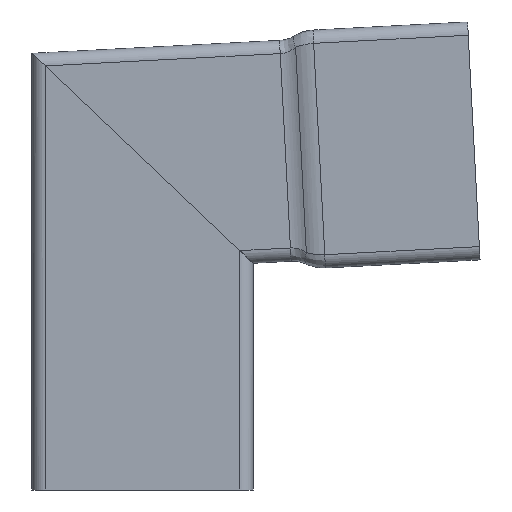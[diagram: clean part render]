
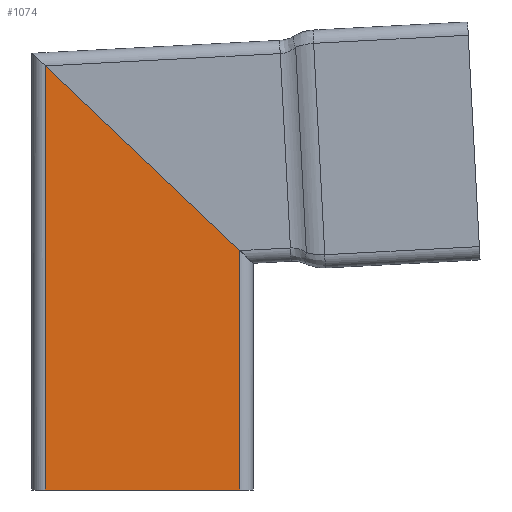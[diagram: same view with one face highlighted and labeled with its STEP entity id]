
A CAD part, left-side view. The second image highlights one B-rep face of the part: STEP entity #1074.
In plain terms, the highlighted planar face has unit normal (-1, 0, 0).
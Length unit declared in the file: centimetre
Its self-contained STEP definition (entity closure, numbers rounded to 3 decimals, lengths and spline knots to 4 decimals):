
#55=PLANE('',#1399);
#90=FACE_OUTER_BOUND('',#175,.T.);
#175=EDGE_LOOP('',(#704,#705,#706,#707));
#355=VERTEX_POINT('',#2011);
#356=VERTEX_POINT('',#2013);
#361=VERTEX_POINT('',#2029);
#362=VERTEX_POINT('',#2033);
#477=EDGE_CURVE('',#356,#355,#1177,.T.);
#485=EDGE_CURVE('',#356,#361,#1182,.T.);
#487=EDGE_CURVE('',#362,#355,#1183,.T.);
#488=EDGE_CURVE('',#361,#362,#1184,.T.);
#704=ORIENTED_EDGE('',*,*,#485,.F.);
#705=ORIENTED_EDGE('',*,*,#477,.T.);
#706=ORIENTED_EDGE('',*,*,#487,.F.);
#707=ORIENTED_EDGE('',*,*,#488,.F.);
#1074=ADVANCED_FACE('',(#90),#55,.T.);
#1177=LINE('',#2014,#1284);
#1182=LINE('',#2030,#1289);
#1183=LINE('',#2034,#1290);
#1184=LINE('',#2035,#1291);
#1284=VECTOR('',#1594,1.);
#1289=VECTOR('',#1611,1.);
#1290=VECTOR('',#1616,1.);
#1291=VECTOR('',#1617,1.);
#1399=AXIS2_PLACEMENT_3D('',#2032,#1614,#1615);
#1594=DIRECTION('',(0.,0.725,0.688));
#1611=DIRECTION('',(0.,0.,-1.));
#1614=DIRECTION('center_axis',(-1.,0.,0.));
#1615=DIRECTION('ref_axis',(0.,-1.,0.));
#1616=DIRECTION('',(0.,0.,1.));
#1617=DIRECTION('',(0.,1.,0.));
#2011=CARTESIAN_POINT('',(-50.,44.,191.7544));
#2013=CARTESIAN_POINT('',(-50.,-44.,108.2456));
#2014=CARTESIAN_POINT('',(-50.,-49.2944,103.2214));
#2029=CARTESIAN_POINT('',(-50.,-44.,0.));
#2030=CARTESIAN_POINT('',(-50.,-44.,0.));
#2032=CARTESIAN_POINT('Origin',(-50.,50.,0.));
#2033=CARTESIAN_POINT('',(-50.,44.,0.));
#2034=CARTESIAN_POINT('',(-50.,44.,0.));
#2035=CARTESIAN_POINT('',(-50.,-50.,0.));
